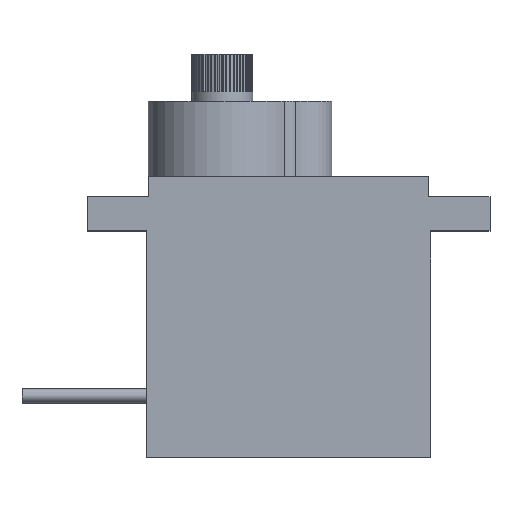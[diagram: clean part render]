
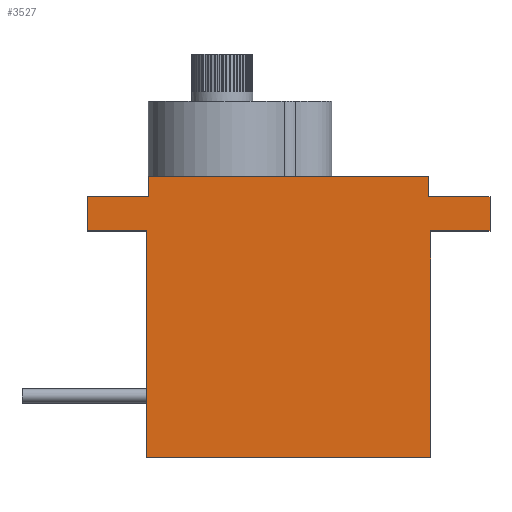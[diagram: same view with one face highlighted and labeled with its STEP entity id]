
A CAD part, top view. The second image highlights one B-rep face of the part: STEP entity #3527.
In plain terms, the highlighted planar face has unit normal (0, 0, 1).
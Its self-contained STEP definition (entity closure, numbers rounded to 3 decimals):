
#164=FACE_OUTER_BOUND('',#351,.T.);
#351=EDGE_LOOP('',(#2327,#2328,#2329,#2330,#2331,#2332,#2333,#2334,#2335,
#2336,#2337,#2338));
#548=LINE('',#5100,#964);
#553=LINE('',#5115,#969);
#562=LINE('',#5134,#978);
#568=LINE('',#5147,#984);
#572=LINE('',#5154,#988);
#574=LINE('',#5159,#990);
#575=LINE('',#5161,#991);
#576=LINE('',#5163,#992);
#577=LINE('',#5164,#993);
#578=LINE('',#5166,#994);
#579=LINE('',#5168,#995);
#580=LINE('',#5169,#996);
#964=VECTOR('',#4049,4.91);
#969=VECTOR('',#4060,4.91);
#978=VECTOR('',#4075,4.76);
#984=VECTOR('',#4085,4.76);
#988=VECTOR('',#4093,2.74);
#990=VECTOR('',#4101,2.74);
#991=VECTOR('',#4102,18.2);
#992=VECTOR('',#4103,22.83);
#993=VECTOR('',#4104,18.2);
#994=VECTOR('',#4105,1.63);
#995=VECTOR('',#4106,22.53);
#996=VECTOR('',#4107,1.63);
#1379=VERTEX_POINT('',#5097);
#1380=VERTEX_POINT('',#5099);
#1386=VERTEX_POINT('',#5112);
#1387=VERTEX_POINT('',#5114);
#1393=VERTEX_POINT('',#5131);
#1394=VERTEX_POINT('',#5133);
#1398=VERTEX_POINT('',#5144);
#1399=VERTEX_POINT('',#5146);
#1401=VERTEX_POINT('',#5160);
#1402=VERTEX_POINT('',#5162);
#1403=VERTEX_POINT('',#5165);
#1404=VERTEX_POINT('',#5167);
#1739=EDGE_CURVE('',#1379,#1380,#548,.T.);
#1746=EDGE_CURVE('',#1386,#1387,#553,.T.);
#1756=EDGE_CURVE('',#1394,#1393,#562,.T.);
#1763=EDGE_CURVE('',#1399,#1398,#568,.T.);
#1767=EDGE_CURVE('',#1393,#1380,#572,.T.);
#1769=EDGE_CURVE('',#1399,#1386,#574,.T.);
#1770=EDGE_CURVE('',#1398,#1401,#575,.T.);
#1771=EDGE_CURVE('',#1401,#1402,#576,.T.);
#1772=EDGE_CURVE('',#1402,#1394,#577,.T.);
#1773=EDGE_CURVE('',#1379,#1403,#578,.T.);
#1774=EDGE_CURVE('',#1404,#1403,#579,.T.);
#1775=EDGE_CURVE('',#1387,#1404,#580,.T.);
#2327=ORIENTED_EDGE('',*,*,#1746,.F.);
#2328=ORIENTED_EDGE('',*,*,#1769,.F.);
#2329=ORIENTED_EDGE('',*,*,#1763,.T.);
#2330=ORIENTED_EDGE('',*,*,#1770,.T.);
#2331=ORIENTED_EDGE('',*,*,#1771,.T.);
#2332=ORIENTED_EDGE('',*,*,#1772,.T.);
#2333=ORIENTED_EDGE('',*,*,#1756,.T.);
#2334=ORIENTED_EDGE('',*,*,#1767,.T.);
#2335=ORIENTED_EDGE('',*,*,#1739,.F.);
#2336=ORIENTED_EDGE('',*,*,#1773,.T.);
#2337=ORIENTED_EDGE('',*,*,#1774,.F.);
#2338=ORIENTED_EDGE('',*,*,#1775,.F.);
#3350=PLANE('',#3732);
#3527=ADVANCED_FACE('',(#164),#3350,.T.);
#3732=AXIS2_PLACEMENT_3D('',#5158,#4099,#4100);
#4049=DIRECTION('',(1.,0.,0.));
#4060=DIRECTION('',(1.,0.,0.));
#4075=DIRECTION('',(1.,0.,0.));
#4085=DIRECTION('',(1.,0.,0.));
#4093=DIRECTION('',(0.,1.,0.));
#4099=DIRECTION('center_axis',(0.,0.,1.));
#4100=DIRECTION('ref_axis',(1.,0.,0.));
#4101=DIRECTION('',(0.,1.,0.));
#4102=DIRECTION('',(0.,-1.,0.));
#4103=DIRECTION('',(1.,0.,0.));
#4104=DIRECTION('',(0.,1.,0.));
#4105=DIRECTION('',(0.,1.,0.));
#4106=DIRECTION('',(1.,0.,0.));
#4107=DIRECTION('',(0.,1.,0.));
#5097=CARTESIAN_POINT('',(11.265,11.84,6.09));
#5099=CARTESIAN_POINT('',(16.175,11.84,6.09));
#5100=CARTESIAN_POINT('',(11.265,11.84,6.09));
#5112=CARTESIAN_POINT('',(-16.175,11.84,6.09));
#5114=CARTESIAN_POINT('',(-11.265,11.84,6.09));
#5115=CARTESIAN_POINT('',(-16.175,11.84,6.09));
#5131=CARTESIAN_POINT('',(16.175,9.1,6.09));
#5133=CARTESIAN_POINT('',(11.415,9.1,6.09));
#5134=CARTESIAN_POINT('',(11.415,9.1,6.09));
#5144=CARTESIAN_POINT('',(-11.415,9.1,6.09));
#5146=CARTESIAN_POINT('',(-16.175,9.1,6.09));
#5147=CARTESIAN_POINT('',(-16.175,9.1,6.09));
#5154=CARTESIAN_POINT('',(16.175,9.1,6.09));
#5158=CARTESIAN_POINT('Origin',(0.,0.,6.09));
#5159=CARTESIAN_POINT('',(-16.175,9.1,6.09));
#5160=CARTESIAN_POINT('',(-11.415,-9.1,6.09));
#5161=CARTESIAN_POINT('',(-11.415,9.1,6.09));
#5162=CARTESIAN_POINT('',(11.415,-9.1,6.09));
#5163=CARTESIAN_POINT('',(-11.415,-9.1,6.09));
#5164=CARTESIAN_POINT('',(11.415,-9.1,6.09));
#5165=CARTESIAN_POINT('',(11.265,13.47,6.09));
#5166=CARTESIAN_POINT('',(11.265,11.84,6.09));
#5167=CARTESIAN_POINT('',(-11.265,13.47,6.09));
#5168=CARTESIAN_POINT('',(-11.265,13.47,6.09));
#5169=CARTESIAN_POINT('',(-11.265,11.84,6.09));
